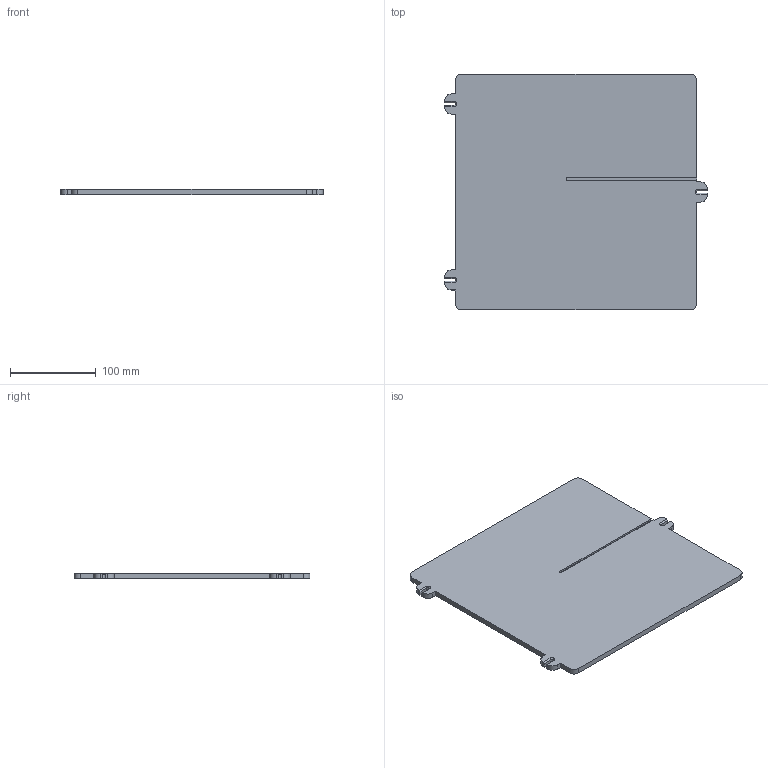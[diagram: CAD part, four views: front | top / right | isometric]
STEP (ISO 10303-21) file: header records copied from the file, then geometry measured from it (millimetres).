
FILE_DESCRIPTION(/* description */ (''),/* implementation_level */ '2;1');
FILE_NAME(/* name */ 'ZL_Bed v1.step',/* time_stamp */ '2020-10-20T17:20:54+01:00',/* author */ (''),/* organization */ (''),/* preprocessor_version */ 'ST-DEVELOPER v18.1',/* originating_system */ 'Autodesk Translation Framework v9.3.0.1241',/* authorisation */ '');
FILE_SCHEMA (('AUTOMOTIVE_DESIGN { 1 0 10303 214 3 1 1 }'));
Length unit declared in the file: millimetre
Products named in the file (1): ZL_Bed
Bounding box: 306 x 275 x 6.35 mm (x, y, z)
Volume: 493695.2 mm3; surface area: 164132 mm2
Topology: 1 solids, 1 shells, 53 faces, 147 edges, 96 vertices
Faces by surface type: plane 36, cylinder 14, cone 3
Entity records: 1717 total; most frequent: CARTESIAN_POINT 297, ORIENTED_EDGE 294, DIRECTION 286, EDGE_CURVE 147, LINE 116, VECTOR 116, VERTEX_POINT 96, AXIS2_PLACEMENT_3D 85
